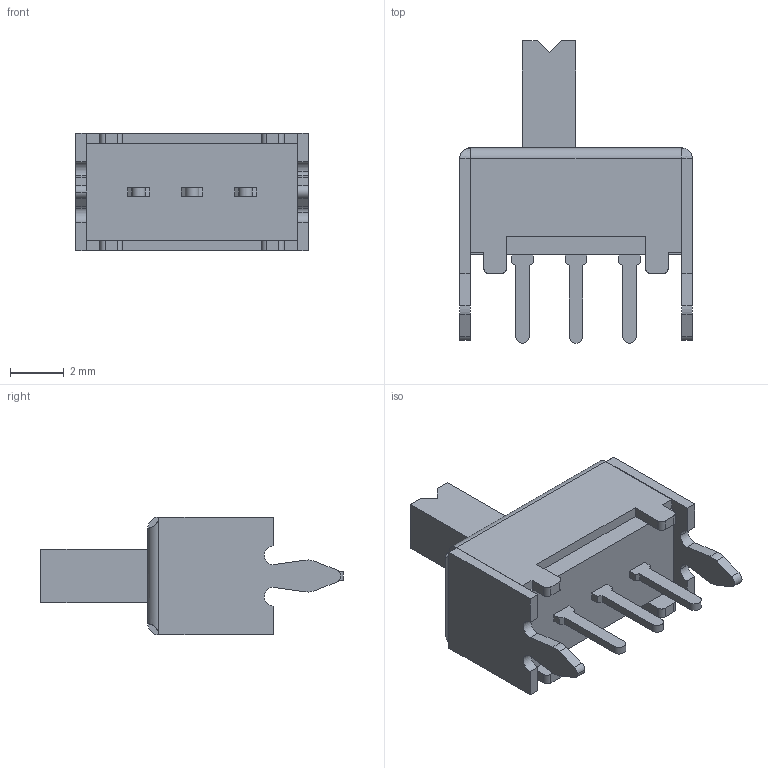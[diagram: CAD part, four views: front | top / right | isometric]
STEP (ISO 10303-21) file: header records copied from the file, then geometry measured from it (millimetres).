
FILE_DESCRIPTION (( 'STEP AP214' ), '1' );
FILE_NAME ('SS12D07VG4.STEP', '2023-01-10T13:58:32', ( '' ), ( '' ), 'SwSTEP 2.0', 'SolidWorks 2017', '' );
FILE_SCHEMA (( 'AUTOMOTIVE_DESIGN' ));
Length unit declared in the file: millimetre
Products named in the file (1): SS12D07VG4
Bounding box: 8.7 x 11.3 x 4.4 mm (x, y, z)
Volume: 168.9 mm3; surface area: 467.7 mm2
Topology: 5 solids, 5 shells, 141 faces, 362 edges, 232 vertices
Faces by surface type: plane 97, cylinder 32, bspline 12
Entity records: 4604 total; most frequent: CARTESIAN_POINT 1178, ORIENTED_EDGE 724, DIRECTION 634, EDGE_CURVE 362, VECTOR 278, LINE 278, VERTEX_POINT 232, AXIS2_PLACEMENT_3D 178
